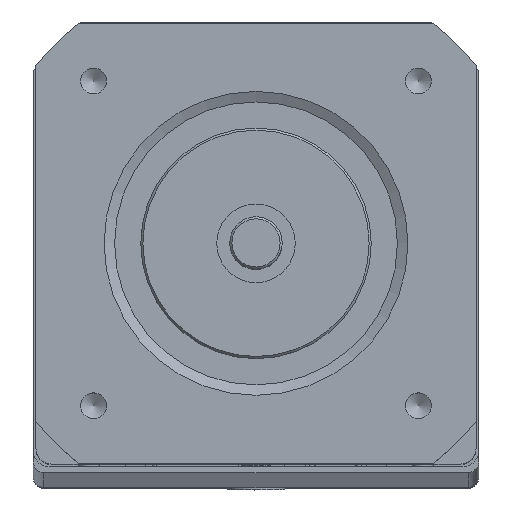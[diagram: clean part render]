
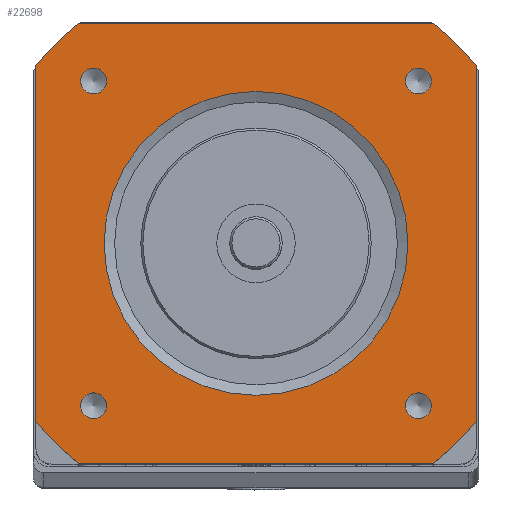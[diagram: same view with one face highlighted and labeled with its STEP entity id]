
A CAD part, top view. The second image highlights one B-rep face of the part: STEP entity #22698.
In plain terms, the highlighted planar face has unit normal (0, 0, 1).
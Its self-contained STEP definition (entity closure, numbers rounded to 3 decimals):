
#22374=CARTESIAN_POINT('',(21.,16.971,11.0));
#22375=VERTEX_POINT('',#22374);
#22382=CARTESIAN_POINT('',(21.0,-16.971,11.0));
#22383=VERTEX_POINT('',#22382);
#22384=CARTESIAN_POINT('',(21.,16.971,11.0));
#22385=DIRECTION('',(0.0,-1.0,0.0));
#22386=VECTOR('',#22385,33.941);
#22387=LINE('',#22384,#22386);
#22388=EDGE_CURVE('',#22375,#22383,#22387,.T.);
#22540=CARTESIAN_POINT('',(-16.971,21.0,11.0));
#22541=VERTEX_POINT('',#22540);
#22548=CARTESIAN_POINT('',(16.971,21.,11.0));
#22549=VERTEX_POINT('',#22548);
#22550=CARTESIAN_POINT('',(-16.971,21.0,11.0));
#22551=DIRECTION('',(1.0,0.0,0.0));
#22552=VECTOR('',#22551,33.941);
#22553=LINE('',#22550,#22552);
#22554=EDGE_CURVE('',#22541,#22549,#22553,.T.);
#22582=CARTESIAN_POINT('',(14.5,0.,11.0));
#22583=VERTEX_POINT('',#22582);
#22584=CARTESIAN_POINT('',(0.0,0.0,11.0));
#22585=DIRECTION('',(0.0,0.0,1.0));
#22586=DIRECTION('',(-1.0,0.0,0.0));
#22587=AXIS2_PLACEMENT_3D('',#22584,#22585,#22586);
#22588=CIRCLE('',#22587,14.5);
#22589=EDGE_CURVE('',#22583,#22583,#22588,.T.);
#22594=CARTESIAN_POINT('',(0.,0.,11.0));
#22595=DIRECTION('',(0.0,0.0,1.0));
#22596=DIRECTION('',(1.0,0.0,0.0));
#22597=AXIS2_PLACEMENT_3D('',#22594,#22595,#22596);
#22598=PLANE('',#22597);
#22599=ORIENTED_EDGE('',*,*,#22554,.F.);
#22600=CARTESIAN_POINT('',(-21.,16.971,11.0));
#22601=VERTEX_POINT('',#22600);
#22602=CARTESIAN_POINT('',(0.0,0.0,11.0));
#22603=DIRECTION('',(0.0,0.0,-1.0));
#22604=DIRECTION('',(-0.629,0.778,0.0));
#22605=AXIS2_PLACEMENT_3D('',#22602,#22603,#22604);
#22606=CIRCLE('',#22605,27.0);
#22607=EDGE_CURVE('',#22601,#22541,#22606,.T.);
#22608=ORIENTED_EDGE('',*,*,#22607,.F.);
#22609=CARTESIAN_POINT('',(-21.,-16.971,11.0));
#22610=VERTEX_POINT('',#22609);
#22611=CARTESIAN_POINT('',(-21.,-16.971,11.0));
#22612=DIRECTION('',(0.0,1.0,0.0));
#22613=VECTOR('',#22612,33.941);
#22614=LINE('',#22611,#22613);
#22615=EDGE_CURVE('',#22610,#22601,#22614,.T.);
#22616=ORIENTED_EDGE('',*,*,#22615,.F.);
#22617=CARTESIAN_POINT('',(-16.971,-21.0,11.0));
#22618=VERTEX_POINT('',#22617);
#22619=CARTESIAN_POINT('',(0.0,0.0,11.0));
#22620=DIRECTION('',(0.0,0.0,-1.0));
#22621=DIRECTION('',(-0.778,-0.629,0.0));
#22622=AXIS2_PLACEMENT_3D('',#22619,#22620,#22621);
#22623=CIRCLE('',#22622,27.);
#22624=EDGE_CURVE('',#22618,#22610,#22623,.T.);
#22625=ORIENTED_EDGE('',*,*,#22624,.F.);
#22626=CARTESIAN_POINT('',(16.971,-21.,11.0));
#22627=VERTEX_POINT('',#22626);
#22628=CARTESIAN_POINT('',(16.971,-21.,11.0));
#22629=DIRECTION('',(-1.0,0.0,0.0));
#22630=VECTOR('',#22629,33.941);
#22631=LINE('',#22628,#22630);
#22632=EDGE_CURVE('',#22627,#22618,#22631,.T.);
#22633=ORIENTED_EDGE('',*,*,#22632,.F.);
#22634=CARTESIAN_POINT('',(0.0,0.0,11.0));
#22635=DIRECTION('',(0.0,0.0,-1.0));
#22636=DIRECTION('',(0.629,-0.778,0.0));
#22637=AXIS2_PLACEMENT_3D('',#22634,#22635,#22636);
#22638=CIRCLE('',#22637,27.0);
#22639=EDGE_CURVE('',#22383,#22627,#22638,.T.);
#22640=ORIENTED_EDGE('',*,*,#22639,.F.);
#22641=ORIENTED_EDGE('',*,*,#22388,.F.);
#22642=CARTESIAN_POINT('',(0.0,0.0,11.0));
#22643=DIRECTION('',(0.0,0.0,-1.0));
#22644=DIRECTION('',(0.778,0.629,0.0));
#22645=AXIS2_PLACEMENT_3D('',#22642,#22643,#22644);
#22646=CIRCLE('',#22645,27.);
#22647=EDGE_CURVE('',#22549,#22375,#22646,.T.);
#22648=ORIENTED_EDGE('',*,*,#22647,.F.);
#22649=EDGE_LOOP('',(#22599,#22608,#22616,#22625,#22633,#22640,#22641,#22648));
#22650=FACE_OUTER_BOUND('',#22649,.T.);
#22651=CARTESIAN_POINT('',(14.271,15.5,11.0));
#22652=VERTEX_POINT('',#22651);
#22653=CARTESIAN_POINT('',(15.5,15.5,11.0));
#22654=DIRECTION('',(0.0,0.0,-1.0));
#22655=DIRECTION('',(1.0,0.0,0.0));
#22656=AXIS2_PLACEMENT_3D('',#22653,#22654,#22655);
#22657=CIRCLE('',#22656,1.23);
#22658=EDGE_CURVE('',#22652,#22652,#22657,.T.);
#22659=ORIENTED_EDGE('',*,*,#22658,.T.);
#22660=EDGE_LOOP('',(#22659));
#22661=FACE_BOUND('',#22660,.T.);
#22662=CARTESIAN_POINT('',(-16.729,15.5,11.0));
#22663=VERTEX_POINT('',#22662);
#22664=CARTESIAN_POINT('',(-15.5,15.5,11.0));
#22665=DIRECTION('',(0.0,0.0,-1.0));
#22666=DIRECTION('',(1.0,0.0,0.0));
#22667=AXIS2_PLACEMENT_3D('',#22664,#22665,#22666);
#22668=CIRCLE('',#22667,1.23);
#22669=EDGE_CURVE('',#22663,#22663,#22668,.T.);
#22670=ORIENTED_EDGE('',*,*,#22669,.T.);
#22671=EDGE_LOOP('',(#22670));
#22672=FACE_BOUND('',#22671,.T.);
#22673=CARTESIAN_POINT('',(14.271,-15.5,11.0));
#22674=VERTEX_POINT('',#22673);
#22675=CARTESIAN_POINT('',(15.5,-15.5,11.0));
#22676=DIRECTION('',(0.0,0.0,-1.0));
#22677=DIRECTION('',(1.0,0.0,0.0));
#22678=AXIS2_PLACEMENT_3D('',#22675,#22676,#22677);
#22679=CIRCLE('',#22678,1.23);
#22680=EDGE_CURVE('',#22674,#22674,#22679,.T.);
#22681=ORIENTED_EDGE('',*,*,#22680,.T.);
#22682=EDGE_LOOP('',(#22681));
#22683=FACE_BOUND('',#22682,.T.);
#22684=CARTESIAN_POINT('',(-16.73,-15.5,11.0));
#22685=VERTEX_POINT('',#22684);
#22686=CARTESIAN_POINT('',(-15.5,-15.5,11.0));
#22687=DIRECTION('',(0.0,0.0,-1.0));
#22688=DIRECTION('',(1.0,0.0,0.0));
#22689=AXIS2_PLACEMENT_3D('',#22686,#22687,#22688);
#22690=CIRCLE('',#22689,1.23);
#22691=EDGE_CURVE('',#22685,#22685,#22690,.T.);
#22692=ORIENTED_EDGE('',*,*,#22691,.T.);
#22693=EDGE_LOOP('',(#22692));
#22694=FACE_BOUND('',#22693,.T.);
#22695=ORIENTED_EDGE('',*,*,#22589,.F.);
#22696=EDGE_LOOP('',(#22695));
#22697=FACE_BOUND('',#22696,.T.);
#22698=ADVANCED_FACE('',(#22650,#22661,#22672,#22683,#22694,#22697),#22598,.T.);
